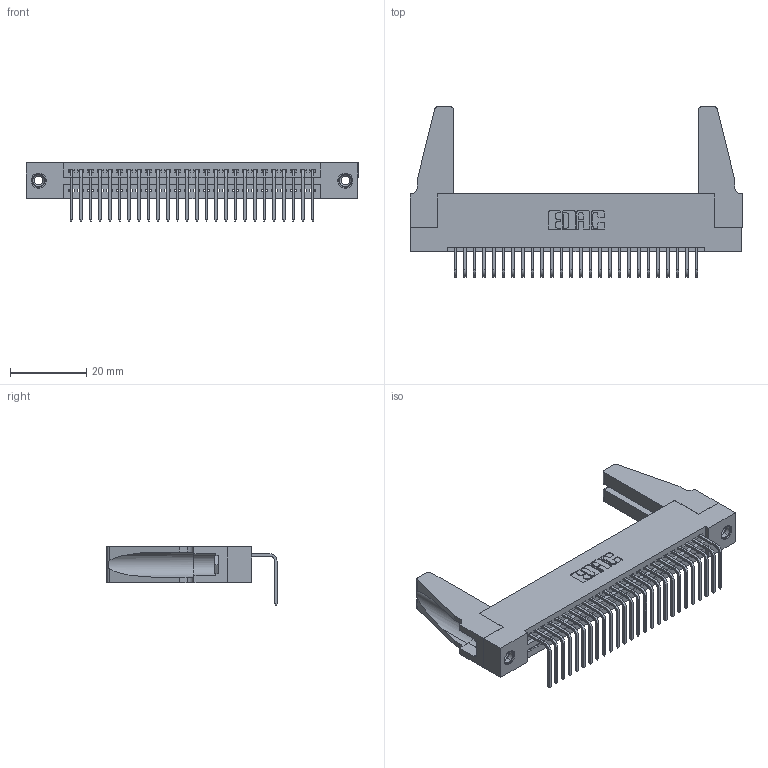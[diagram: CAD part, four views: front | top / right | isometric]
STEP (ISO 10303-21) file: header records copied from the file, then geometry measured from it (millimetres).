
FILE_DESCRIPTION (( 'STEP AP203' ), '1' );
FILE_NAME ('345-026-558-188.STEP', '2019-10-10T13:35:37', ( '' ), ( '' ), 'SwSTEP 2.0', 'SolidWorks 2016', '' );
FILE_SCHEMA (( 'CONFIG_CONTROL_DESIGN' ));
Length unit declared in the file: inch
Products named in the file (5): 345 Part_Flush Mounting Lugs - 0.156 Dia-TH; 345-292-001_558 Tail - 2; 345-250-001_345-250-001-102; 345-220-078_345-220-088; 345-026-558-188
Assembly tree (31 placements, depth 2):
  345-026-558-188
    345 Part_Flush Mounting Lugs - 0.156 Dia-TH
    345-292-001_558 Tail - 2  x26
    345-250-001_345-250-001-102  x2
    345-220-078_345-220-088  x2
Bounding box: 87.27 x 44.69 x 15.37 mm (x, y, z)
Volume: 11497.5 mm3; surface area: 14377.7 mm2
Topology: 31 solids, 31 shells, 1810 faces, 5387 edges, 3546 vertices
Faces by surface type: plane 1244, cylinder 550, cone 12, torus 4
Entity records: 23954 total; most frequent: CARTESIAN_POINT 4140, ORIENTED_EDGE 4060, DIRECTION 3646, EDGE_CURVE 2030, LINE 1752, VECTOR 1752, VERTEX_POINT 1346, AXIS2_PLACEMENT_3D 947
